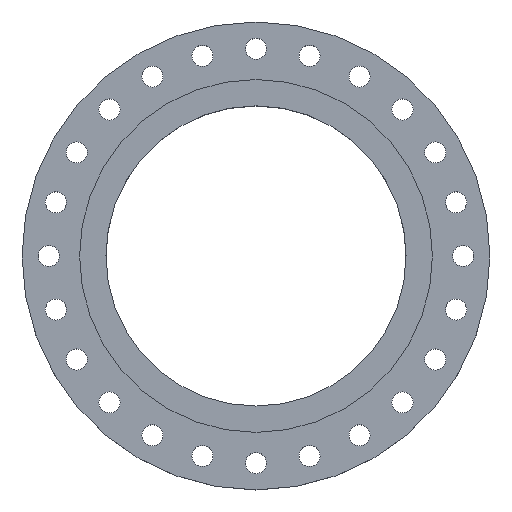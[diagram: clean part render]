
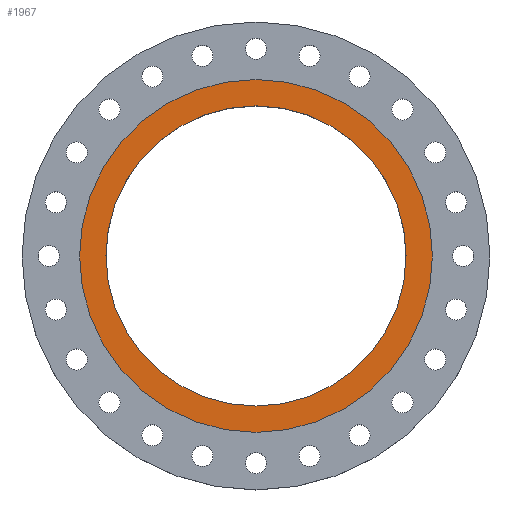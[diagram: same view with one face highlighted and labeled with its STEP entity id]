
A CAD part, top view. The second image highlights one B-rep face of the part: STEP entity #1967.
In plain terms, the highlighted planar face has unit normal (0, 0, 1).
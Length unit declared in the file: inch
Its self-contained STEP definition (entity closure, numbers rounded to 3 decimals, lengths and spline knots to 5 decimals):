
#82 = ORIENTED_EDGE ( 'NONE', *, *, #922, .T. ) ;
#113 = DIRECTION ( 'NONE',  ( 0., 0., 1. ) ) ;
#189 = CARTESIAN_POINT ( 'NONE',  ( 9.78125, 0., 0. ) ) ;
#212 = CARTESIAN_POINT ( 'NONE',  ( -9.78125, 0., 0. ) ) ;
#219 = ORIENTED_EDGE ( 'NONE', *, *, #1364, .T. ) ;
#248 = AXIS2_PLACEMENT_3D ( 'NONE', #371, #2029, #1692 ) ;
#371 = CARTESIAN_POINT ( 'NONE',  ( 0., 9.78125, 0. ) ) ;
#394 = EDGE_LOOP ( 'NONE', ( #830, #1883 ) ) ;
#428 = VERTEX_POINT ( 'NONE', #882 ) ;
#705 = AXIS2_PLACEMENT_3D ( 'NONE', #1755, #1562, #1025 ) ;
#769 = PLANE ( 'NONE',  #248 ) ;
#819 = CIRCLE ( 'NONE', #705, 9.78125 ) ;
#830 = ORIENTED_EDGE ( 'NONE', *, *, #2119, .F. ) ;
#862 = DIRECTION ( 'NONE',  ( 1., 0., 0. ) ) ;
#882 = CARTESIAN_POINT ( 'NONE',  ( -11.5, 0., 0. ) ) ;
#893 = DIRECTION ( 'NONE',  ( 0., 0., 1. ) ) ;
#922 = EDGE_CURVE ( 'NONE', #428, #1648, #1916, .T. ) ;
#990 = CARTESIAN_POINT ( 'NONE',  ( 0., 0., 0. ) ) ;
#1019 = VERTEX_POINT ( 'NONE', #189 ) ;
#1023 = DIRECTION ( 'NONE',  ( 1., 0., 0. ) ) ;
#1025 = DIRECTION ( 'NONE',  ( 1., 0., 0. ) ) ;
#1357 = DIRECTION ( 'NONE',  ( 1., 0., 0. ) ) ;
#1364 = EDGE_CURVE ( 'NONE', #1648, #428, #1501, .T. ) ;
#1436 = EDGE_CURVE ( 'NONE', #2003, #1019, #819, .T. ) ;
#1501 = CIRCLE ( 'NONE', #1647, 11.5 ) ;
#1528 = CARTESIAN_POINT ( 'NONE',  ( 0., 0., 0. ) ) ;
#1537 = CIRCLE ( 'NONE', #1614, 9.78125 ) ;
#1562 = DIRECTION ( 'NONE',  ( 0., 0., 1. ) ) ;
#1577 = DIRECTION ( 'NONE',  ( 0., 0., 1. ) ) ;
#1607 = AXIS2_PLACEMENT_3D ( 'NONE', #2125, #893, #862 ) ;
#1614 = AXIS2_PLACEMENT_3D ( 'NONE', #1528, #1577, #1023 ) ;
#1647 = AXIS2_PLACEMENT_3D ( 'NONE', #990, #113, #1357 ) ;
#1648 = VERTEX_POINT ( 'NONE', #1784 ) ;
#1692 = DIRECTION ( 'NONE',  ( -1., 0., 0. ) ) ;
#1755 = CARTESIAN_POINT ( 'NONE',  ( 0., 0., 0. ) ) ;
#1784 = CARTESIAN_POINT ( 'NONE',  ( 11.5, 0., 0. ) ) ;
#1849 = FACE_BOUND ( 'NONE', #394, .T. ) ;
#1883 = ORIENTED_EDGE ( 'NONE', *, *, #1436, .F. ) ;
#1916 = CIRCLE ( 'NONE', #1607, 11.5 ) ;
#1967 = ADVANCED_FACE ( 'NONE', ( #1849, #2043 ), #769, .F. ) ;
#2003 = VERTEX_POINT ( 'NONE', #212 ) ;
#2015 = EDGE_LOOP ( 'NONE', ( #219, #82 ) ) ;
#2029 = DIRECTION ( 'NONE',  ( 0., 0., -1. ) ) ;
#2043 = FACE_OUTER_BOUND ( 'NONE', #2015, .T. ) ;
#2119 = EDGE_CURVE ( 'NONE', #1019, #2003, #1537, .T. ) ;
#2125 = CARTESIAN_POINT ( 'NONE',  ( 0., 0., 0. ) ) ;
